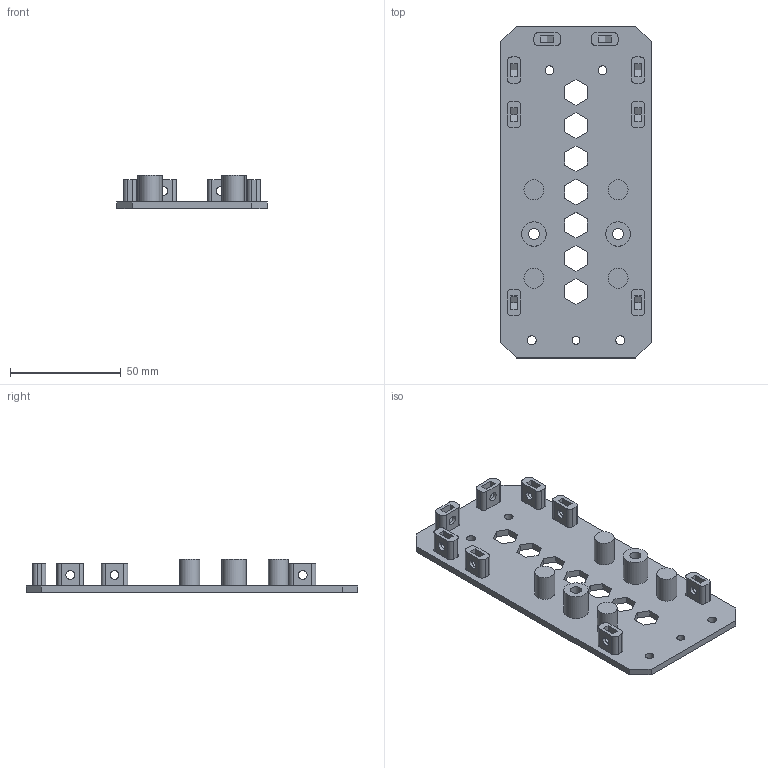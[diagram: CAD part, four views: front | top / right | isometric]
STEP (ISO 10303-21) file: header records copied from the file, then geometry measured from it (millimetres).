
FILE_DESCRIPTION(('STEP AP242'), '1');
FILE_NAME('itemEngineModuleFoundation', '', ('UNSPECIFIED'), ('UNSPECIFIED'), 'C3D Converter', 'C3D Toolkit', '');
FILE_SCHEMA(('AP242_MANAGED_MODEL_BASED_3D_ENGINEERING_MIM_LF { 1 0 10303 442 1 1 4 }'));
Length unit declared in the file: millimetre
Bounding box: 68 x 150 x 15 mm (x, y, z)
Volume: 37141 mm3; surface area: 27200.5 mm2
Topology: 1 solids, 1 shells, 207 faces, 549 edges, 366 vertices
Faces by surface type: plane 146, cylinder 61
Full cylindrical faces by diameter (mm): 3.6 x1, 4 x20, 5 x2, 9 x4, 11 x2
Entity records: 6415 total; most frequent: CARTESIAN_POINT 1094, DIRECTION 1058, ORIENTED_EDGE 1040, EDGE_CURVE 520, LINE 398, VECTOR 398, VERTEX_POINT 366, AXIS2_PLACEMENT_3D 330
